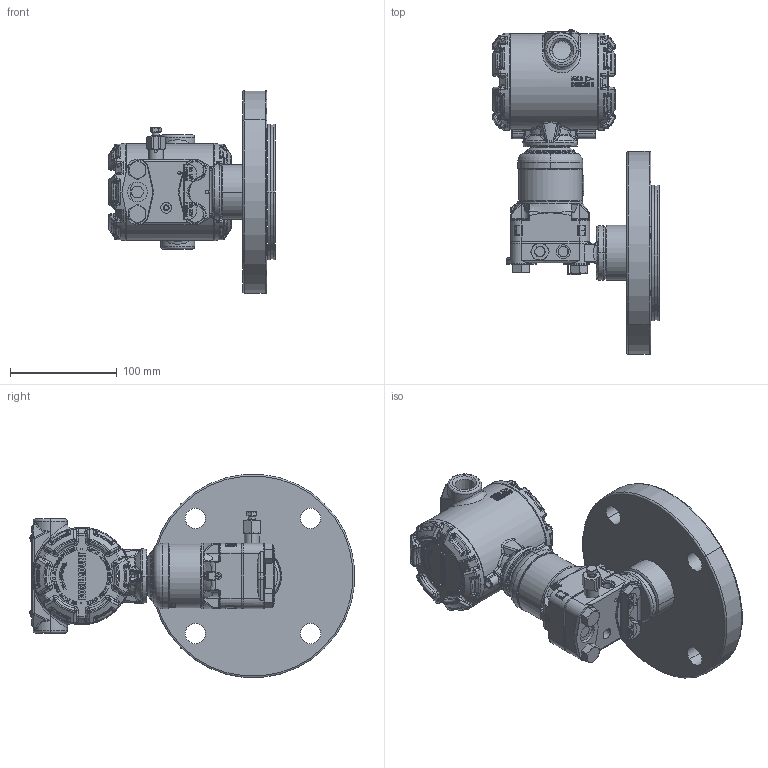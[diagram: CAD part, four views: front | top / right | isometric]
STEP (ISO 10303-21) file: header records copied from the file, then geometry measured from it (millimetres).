
FILE_DESCRIPTION((''),'2;1');
FILE_NAME('3051SAL-3D_SW0001','2013-05-09T',('johnarm'),('Rosemount Measurement Division'),'PRO/ENGINEER BY PARAMETRIC TECHNOLOGY CORPORATION, 2010180','PRO/ENGINEER BY PARAMETRIC TECHNOLOGY CORPORATION, 2010180','');
FILE_SCHEMA(('CONFIG_CONTROL_DESIGN'));
Products named in the file (1): 3051SAL-3D_SW0001
Bounding box: 156.08 x 303.74 x 189.78 mm (x, y, z)
Surface area: 217465.1 mm2 (no closed solid volume)
Topology: 0 solids, 264 shells, 2047 faces, 11062 edges, 9157 vertices
Faces by surface type: bspline 665, plane 594, cylinder 338, torus 222, cone 148, sphere 76, extrusion 4
Entity records: 133449 total; most frequent: CARTESIAN_POINT 57459, ORIENTED_EDGE 14984, DIRECTION 12392, EDGE_CURVE 11058, VERTEX_POINT 9157, VECTOR 5848, LINE 5844, B_SPLINE_CURVE_WITH_KNOTS 3324
